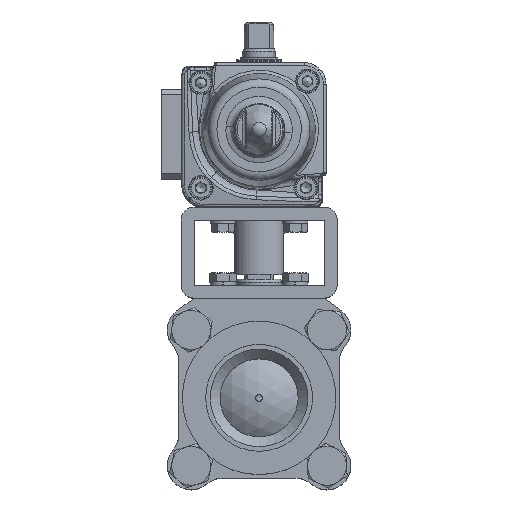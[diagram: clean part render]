
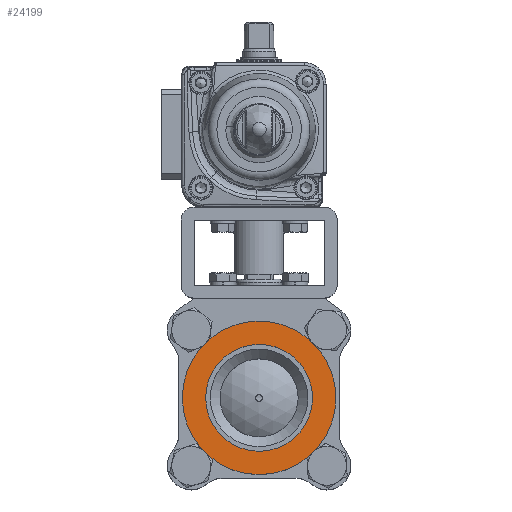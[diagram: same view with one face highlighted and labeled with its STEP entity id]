
A CAD part, top view. The second image highlights one B-rep face of the part: STEP entity #24199.
In plain terms, the highlighted planar face has unit normal (0, 0, 1).
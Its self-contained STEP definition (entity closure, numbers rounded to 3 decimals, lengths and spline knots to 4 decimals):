
#1002=PLANE('',#25871);
#1562=FACE_BOUND('',#4239,.T.);
#2930=FACE_OUTER_BOUND('',#4238,.T.);
#4238=EDGE_LOOP('',(#17908));
#4239=EDGE_LOOP('',(#17909,#17910));
#8443=CIRCLE('',#25867,1.0275);
#8444=CIRCLE('',#25868,1.0275);
#8445=CIRCLE('',#25870,1.4765);
#10157=VERTEX_POINT('',#40191);
#10158=VERTEX_POINT('',#40192);
#10159=VERTEX_POINT('',#40197);
#13209=EDGE_CURVE('',#10157,#10158,#8443,.T.);
#13210=EDGE_CURVE('',#10158,#10157,#8444,.T.);
#13213=EDGE_CURVE('',#10159,#10159,#8445,.T.);
#17908=ORIENTED_EDGE('',*,*,#13213,.F.);
#17909=ORIENTED_EDGE('',*,*,#13209,.T.);
#17910=ORIENTED_EDGE('',*,*,#13210,.T.);
#24199=ADVANCED_FACE('',(#2930,#1562),#1002,.T.);
#25867=AXIS2_PLACEMENT_3D('',#40193,#29294,#29295);
#25868=AXIS2_PLACEMENT_3D('',#40194,#29296,#29297);
#25870=AXIS2_PLACEMENT_3D('',#40199,#29302,#29303);
#25871=AXIS2_PLACEMENT_3D('',#40200,#29304,#29305);
#29294=DIRECTION('center_axis',(0.,0.,
-1.));
#29295=DIRECTION('ref_axis',(1.,0.,0.));
#29296=DIRECTION('center_axis',(0.,0.,
-1.));
#29297=DIRECTION('ref_axis',(1.,0.,0.));
#29302=DIRECTION('center_axis',(0.,0.,
-1.));
#29303=DIRECTION('ref_axis',(-1.,0.,0.));
#29304=DIRECTION('center_axis',(0.,0.,
1.));
#29305=DIRECTION('ref_axis',(1.,0.,0.));
#40191=CARTESIAN_POINT('',(1.0275,0.,2.4825));
#40192=CARTESIAN_POINT('',(-1.0275,0.,2.4825));
#40193=CARTESIAN_POINT('Origin',(0.,0.,
2.4825));
#40194=CARTESIAN_POINT('Origin',(0.,0.,
2.4825));
#40197=CARTESIAN_POINT('',(1.4765,0.,2.4825));
#40199=CARTESIAN_POINT('Origin',(0.,0.,
2.4825));
#40200=CARTESIAN_POINT('Origin',(0.,0.,
2.4825));
